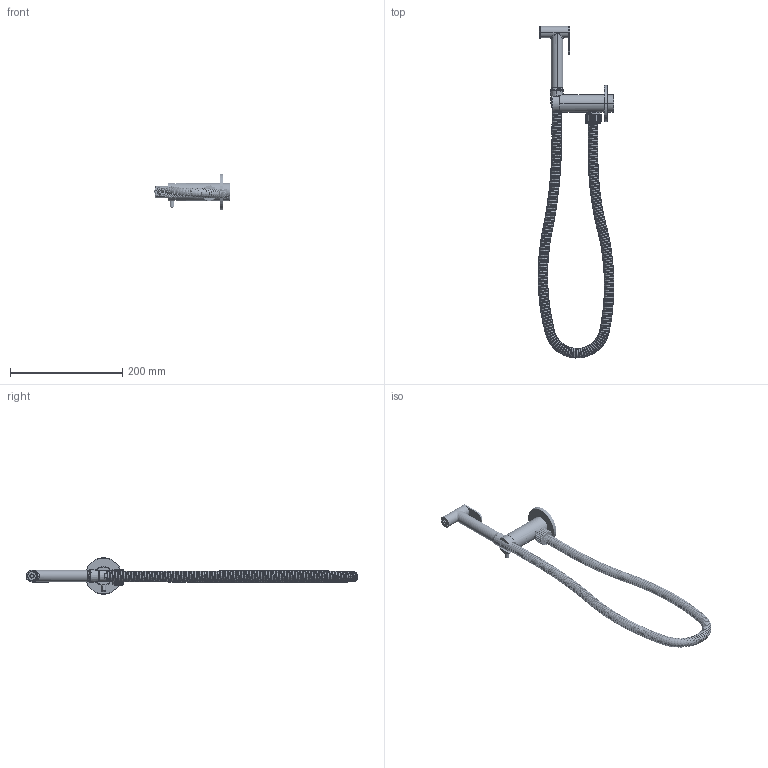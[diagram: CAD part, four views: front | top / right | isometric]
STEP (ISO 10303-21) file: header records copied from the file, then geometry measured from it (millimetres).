
FILE_DESCRIPTION (( 'STEP AP214' ), '1' );
FILE_NAME ('08 123 100 INTIMIXER 1 AGUA BRASS.STEP', '2020-03-02T12:46:52', ( '' ), ( '' ), 'SwSTEP 2.0', 'SolidWorks 2016', '' );
FILE_SCHEMA (( 'AUTOMOTIVE_DESIGN' ));
Length unit declared in the file: millimetre
Products named in the file (15): TERMINAL CILINDRICO FLEXO LATÓN_FLEXO LARGO; FLEXO PERINEAL LATÓN PERINEAL_mas largo; MANGO INTIMIXER REFLEX_-01; 1600 PLAFÓN PERINEAL EMPOTRAR DOS AGUAS_-02; socket head cap screw_din_DIN 912 M4 x 8 --- 8N; 1468 ADAPTADOR CÓNICO PARA MONTURA INDUSTRIAL P2_-03; OR 10x2; FLEXO LATÓN CISTERNA; MONTURA F118 G½''''; 1534 MANETA PARA IMDUSTRIAL P2 CISTERNA Y MEZCLADOR_-03; 08 123 100 INTIMIXER 1 AGUA BRASS; TERMINAL FLEXO; 1601 POMO MANETA CAUDAL INDUSTRIAL P2_-04; 1517 CONTRA-ROSCA M10-100 INDUSTRIAL P2_-04; 1560 CUERPO INDUSTRIAL P2 D=32 mm TERMOSTÁTICO_-05
Assembly tree (14 placements, depth 3):
  08 123 100 INTIMIXER 1 AGUA BRASS
    1560 CUERPO INDUSTRIAL P2 D=32 mm TERMOSTÁTICO_-05
    MONTURA F118 G½''''
    1468 ADAPTADOR CÓNICO PARA MONTURA INDUSTRIAL P2_-03
    1534 MANETA PARA IMDUSTRIAL P2 CISTERNA Y MEZCLADOR_-03
    socket head cap screw_din_DIN 912 M4 x 8 --- 8N
    1517 CONTRA-ROSCA M10-100 INDUSTRIAL P2_-04
    OR 10x2
    1600 PLAFÓN PERINEAL EMPOTRAR DOS AGUAS_-02
    1601 POMO MANETA CAUDAL INDUSTRIAL P2_-04
    MANGO INTIMIXER REFLEX_-01
    FLEXO LATÓN CISTERNA
      FLEXO PERINEAL LATÓN PERINEAL_mas largo
      TERMINAL CILINDRICO FLEXO LATÓN_FLEXO LARGO
      TERMINAL FLEXO
Bounding box: 135.23 x 592.84 x 65 mm (x, y, z)
Volume: 319841.1 mm3; surface area: 191629.4 mm2
Topology: 18 solids, 18 shells, 832 faces, 1917 edges, 1175 vertices
Faces by surface type: plane 307, cylinder 268, torus 136, cone 93, bspline 26, sphere 2
Entity records: 121707 total; most frequent: CARTESIAN_POINT 100639, DIRECTION 4021, ORIENTED_EDGE 3814, EDGE_CURVE 1907, AXIS2_PLACEMENT_3D 1668, VERTEX_POINT 1175, EDGE_LOOP 930, CIRCLE 844
